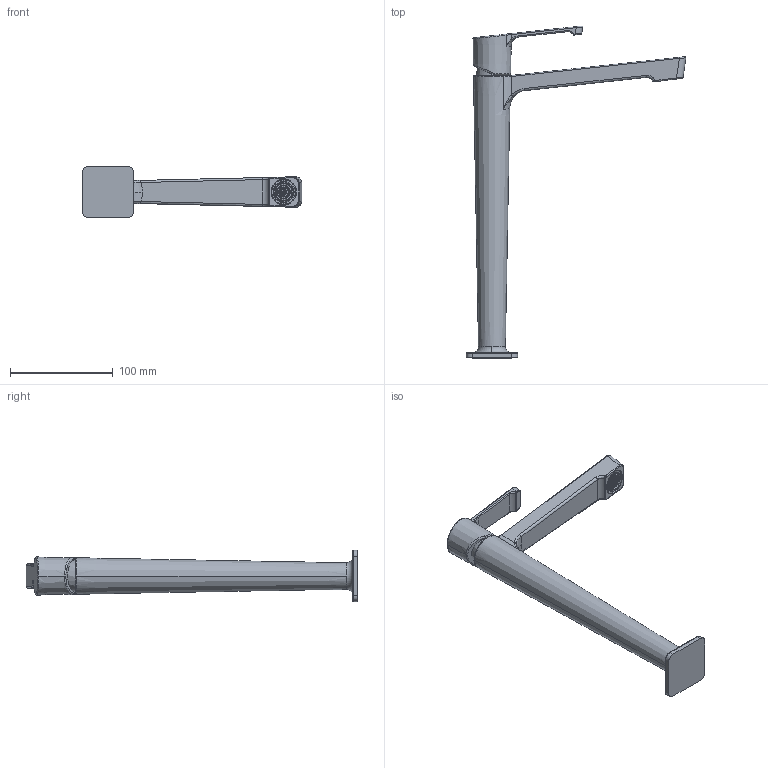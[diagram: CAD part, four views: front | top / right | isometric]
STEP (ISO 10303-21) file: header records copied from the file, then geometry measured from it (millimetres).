
FILE_DESCRIPTION (( 'STEP AP214' ), '1' );
FILE_NAME ('82540820.STEP', '2020-08-20T10:40:03', ( '' ), ( '' ), 'SwSTEP 2.0', 'SolidWorks 2016', '' );
FILE_SCHEMA (( 'AUTOMOTIVE_DESIGN' ));
Length unit declared in the file: millimetre
Products named in the file (1): 82540820
Bounding box: 213.78 x 323.3 x 50 mm (x, y, z)
Volume: 341636.7 mm3; surface area: 56859 mm2
Topology: 1 solids, 1 shells, 713 faces, 2040 edges, 1339 vertices
Faces by surface type: plane 333, cylinder 234, bspline 64, torus 58, cone 22, sphere 2
Entity records: 28902 total; most frequent: CARTESIAN_POINT 11796, ORIENTED_EDGE 4060, DIRECTION 3172, EDGE_CURVE 2030, VERTEX_POINT 1337, AXIS2_PLACEMENT_3D 1273, EDGE_LOOP 731, ADVANCED_FACE 713
